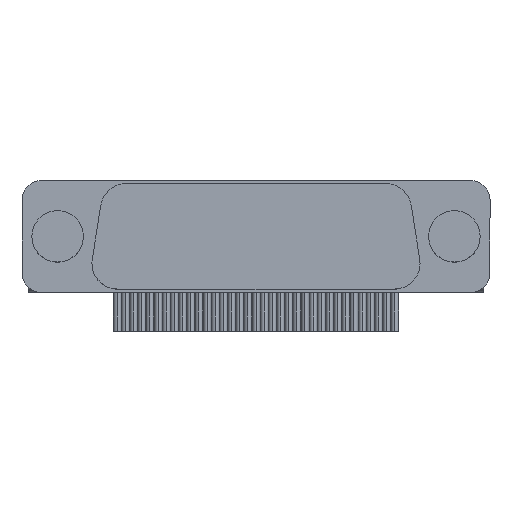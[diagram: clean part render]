
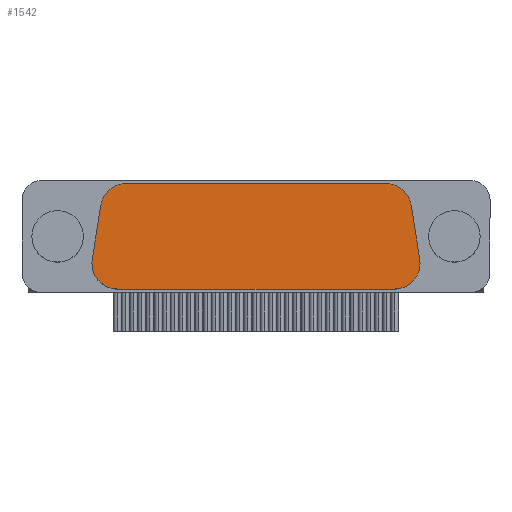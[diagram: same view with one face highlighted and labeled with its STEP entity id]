
A CAD part, top view. The second image highlights one B-rep face of the part: STEP entity #1542.
In plain terms, the highlighted planar face has unit normal (0, 0, 1).
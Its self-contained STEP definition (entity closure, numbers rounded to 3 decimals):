
#148 = VERTEX_POINT ( 'NONE', #3237 ) ;
#432 = CARTESIAN_POINT ( 'NONE',  ( -10.761, 2.25, 7.3 ) ) ;
#650 = ORIENTED_EDGE ( 'NONE', *, *, #8754, .T. ) ;
#957 = CARTESIAN_POINT ( 'NONE',  ( -10.761, 0.25, 7.3 ) ) ;
#968 = AXIS2_PLACEMENT_3D ( 'NONE', #13703, #3047, #8457 ) ;
#1239 = CARTESIAN_POINT ( 'NONE',  ( 0., 0., 7.3 ) ) ;
#1542 = ADVANCED_FACE ( 'NONE', ( #15005 ), #2423, .T. ) ;
#1832 = CARTESIAN_POINT ( 'NONE',  ( 10.761, 0.25, 7.3 ) ) ;
#2234 = CIRCLE ( 'NONE', #15038, 2. ) ;
#2423 = PLANE ( 'NONE',  #12536 ) ;
#3047 = DIRECTION ( 'NONE',  ( 0., 0., 1. ) ) ;
#3237 = CARTESIAN_POINT ( 'NONE',  ( -10.1, 8.45, 7.3 ) ) ;
#3455 = VERTEX_POINT ( 'NONE', #9759 ) ;
#3866 = DIRECTION ( 'NONE',  ( 1., 0., 0. ) ) ;
#3940 = AXIS2_PLACEMENT_3D ( 'NONE', #432, #11556, #7301 ) ;
#4748 = CARTESIAN_POINT ( 'NONE',  ( 12.736, 2.561, 7.3 ) ) ;
#5037 = LINE ( 'NONE', #14792, #15932 ) ;
#5052 = CARTESIAN_POINT ( 'NONE',  ( 10.1, 8.45, 7.3 ) ) ;
#5184 = DIRECTION ( 'NONE',  ( 0., 0., 1. ) ) ;
#5334 = VECTOR ( 'NONE', #17429, 1000. ) ;
#5414 = CARTESIAN_POINT ( 'NONE',  ( -10.761, 2.25, 7.3 ) ) ;
#5698 = VERTEX_POINT ( 'NONE', #9334 ) ;
#5819 = DIRECTION ( 'NONE',  ( -1., 0., 0. ) ) ;
#5957 = VECTOR ( 'NONE', #17164, 1000. ) ;
#6477 = VERTEX_POINT ( 'NONE', #1832 ) ;
#6538 = DIRECTION ( 'NONE',  ( 0., 0., 1. ) ) ;
#6568 = CARTESIAN_POINT ( 'NONE',  ( -11.81, 8.45, 7.3 ) ) ;
#6730 = CARTESIAN_POINT ( 'NONE',  ( -12.761, 2.25, 7.3 ) ) ;
#7301 = DIRECTION ( 'NONE',  ( 1., 0., 0. ) ) ;
#7347 = EDGE_CURVE ( 'NONE', #148, #3455, #8852, .T. ) ;
#7426 = DIRECTION ( 'NONE',  ( 1., 0., 0. ) ) ;
#7569 = CARTESIAN_POINT ( 'NONE',  ( -12.736, 2.561, 7.3 ) ) ;
#7748 = CIRCLE ( 'NONE', #17944, 2. ) ;
#7864 = VERTEX_POINT ( 'NONE', #7569 ) ;
#8005 = ORIENTED_EDGE ( 'NONE', *, *, #12235, .T. ) ;
#8457 = DIRECTION ( 'NONE',  ( 1., 0., 0. ) ) ;
#8754 = EDGE_CURVE ( 'NONE', #3455, #7864, #11927, .T. ) ;
#8852 = CIRCLE ( 'NONE', #968, 2. ) ;
#8947 = LINE ( 'NONE', #15836, #5957 ) ;
#9334 = CARTESIAN_POINT ( 'NONE',  ( 12.076, 6.761, 7.3 ) ) ;
#9336 = EDGE_CURVE ( 'NONE', #18003, #6477, #8947, .T. ) ;
#9351 = ORIENTED_EDGE ( 'NONE', *, *, #12331, .T. ) ;
#9712 = EDGE_CURVE ( 'NONE', #11352, #148, #16750, .T. ) ;
#9759 = CARTESIAN_POINT ( 'NONE',  ( -12.076, 6.761, 7.3 ) ) ;
#10104 = EDGE_CURVE ( 'NONE', #5698, #11352, #7748, .T. ) ;
#10759 = EDGE_CURVE ( 'NONE', #15652, #18003, #2234, .T. ) ;
#11324 = DIRECTION ( 'NONE',  ( 1., 0., 0. ) ) ;
#11352 = VERTEX_POINT ( 'NONE', #5052 ) ;
#11432 = CARTESIAN_POINT ( 'NONE',  ( -11.81, 8.45, 7.3 ) ) ;
#11556 = DIRECTION ( 'NONE',  ( 0., 0., 1. ) ) ;
#11919 = ORIENTED_EDGE ( 'NONE', *, *, #9712, .T. ) ;
#11927 = LINE ( 'NONE', #6568, #5334 ) ;
#12095 = ORIENTED_EDGE ( 'NONE', *, *, #9336, .T. ) ;
#12235 = EDGE_CURVE ( 'NONE', #13140, #5698, #5037, .T. ) ;
#12331 = EDGE_CURVE ( 'NONE', #6477, #13140, #15948, .T. ) ;
#12388 = DIRECTION ( 'NONE',  ( 1., 0., 0. ) ) ;
#12536 = AXIS2_PLACEMENT_3D ( 'NONE', #1239, #5184, #12388 ) ;
#12893 = EDGE_LOOP ( 'NONE', ( #12095, #9351, #8005, #16176, #11919, #15331, #650, #14581, #12894 ) ) ;
#12894 = ORIENTED_EDGE ( 'NONE', *, *, #10759, .T. ) ;
#13140 = VERTEX_POINT ( 'NONE', #4748 ) ;
#13221 = DIRECTION ( 'NONE',  ( 0., 0., 1. ) ) ;
#13256 = VECTOR ( 'NONE', #5819, 1000. ) ;
#13338 = AXIS2_PLACEMENT_3D ( 'NONE', #15321, #18007, #11324 ) ;
#13703 = CARTESIAN_POINT ( 'NONE',  ( -10.1, 6.45, 7.3 ) ) ;
#13810 = EDGE_CURVE ( 'NONE', #7864, #15652, #17125, .T. ) ;
#14581 = ORIENTED_EDGE ( 'NONE', *, *, #13810, .T. ) ;
#14792 = CARTESIAN_POINT ( 'NONE',  ( 11.81, 8.45, 7.3 ) ) ;
#15005 = FACE_OUTER_BOUND ( 'NONE', #12893, .T. ) ;
#15038 = AXIS2_PLACEMENT_3D ( 'NONE', #5414, #6538, #3866 ) ;
#15321 = CARTESIAN_POINT ( 'NONE',  ( 10.761, 2.25, 7.3 ) ) ;
#15331 = ORIENTED_EDGE ( 'NONE', *, *, #7347, .T. ) ;
#15652 = VERTEX_POINT ( 'NONE', #6730 ) ;
#15836 = CARTESIAN_POINT ( 'NONE',  ( -13.1, 0.25, 7.3 ) ) ;
#15932 = VECTOR ( 'NONE', #16434, 1000. ) ;
#15948 = CIRCLE ( 'NONE', #13338, 2. ) ;
#16176 = ORIENTED_EDGE ( 'NONE', *, *, #10104, .T. ) ;
#16434 = DIRECTION ( 'NONE',  ( -0.155, 0.988, 0. ) ) ;
#16750 = LINE ( 'NONE', #11432, #13256 ) ;
#17107 = CARTESIAN_POINT ( 'NONE',  ( 10.1, 6.45, 7.3 ) ) ;
#17125 = CIRCLE ( 'NONE', #3940, 2. ) ;
#17164 = DIRECTION ( 'NONE',  ( 1., 0., 0. ) ) ;
#17429 = DIRECTION ( 'NONE',  ( -0.155, -0.988, 0. ) ) ;
#17944 = AXIS2_PLACEMENT_3D ( 'NONE', #17107, #13221, #7426 ) ;
#18003 = VERTEX_POINT ( 'NONE', #957 ) ;
#18007 = DIRECTION ( 'NONE',  ( 0., 0., 1. ) ) ;
